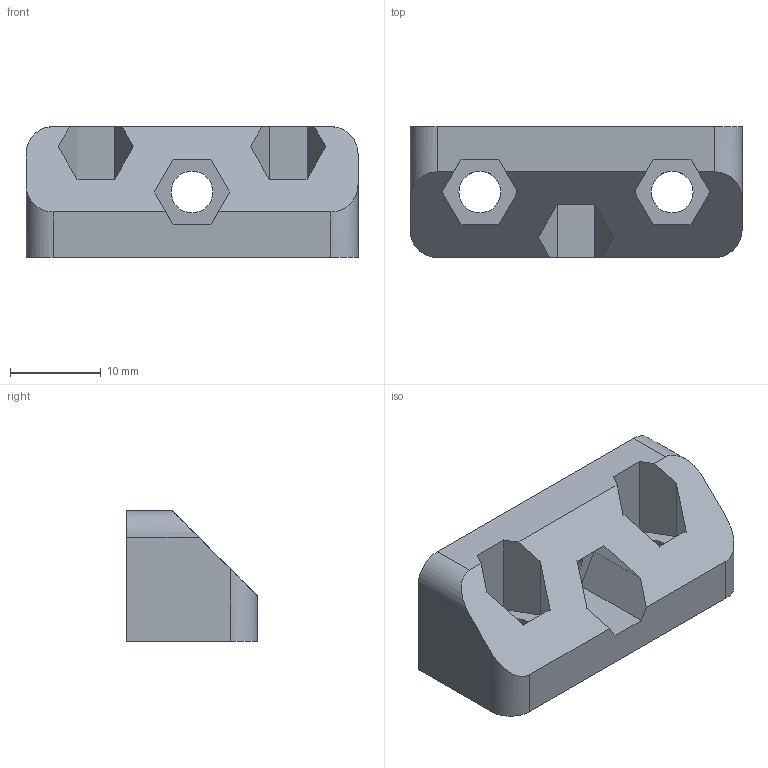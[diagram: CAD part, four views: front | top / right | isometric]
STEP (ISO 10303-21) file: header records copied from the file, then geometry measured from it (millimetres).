
FILE_DESCRIPTION(/* description */ (''),/* implementation_level */ '2;1');
FILE_NAME(/* name */ 'Fixing Block.step',/* time_stamp */ '2018-06-29T14:33:05+02:00',/* author */ ('boelle'),/* organization */ (''),/* preprocessor_version */ 'ST-DEVELOPER v17',/* originating_system */ 'Autodesk Translation Framework v7.1.0.215',/* authorisation */ '');
FILE_SCHEMA (('AUTOMOTIVE_DESIGN { 1 0 10303 214 3 1 1 }'));
Length unit declared in the file: millimetre
Products named in the file (2): Fixing Block; fixing block_1
Assembly tree (1 placements, depth 2):
  Fixing Block
    fixing block_1
Bounding box: 36.6 x 14.4 x 14.4 mm (x, y, z)
Volume: 4723.4 mm3; surface area: 2775.5 mm2
Topology: 1 solids, 1 shells, 35 faces, 99 edges, 66 vertices
Faces by surface type: plane 28, cylinder 7
Full cylindrical faces by diameter (mm): 4.6 x3
Entity records: 1198 total; most frequent: CARTESIAN_POINT 203, ORIENTED_EDGE 198, DIRECTION 189, EDGE_CURVE 99, LINE 85, VECTOR 85, VERTEX_POINT 66, AXIS2_PLACEMENT_3D 52
